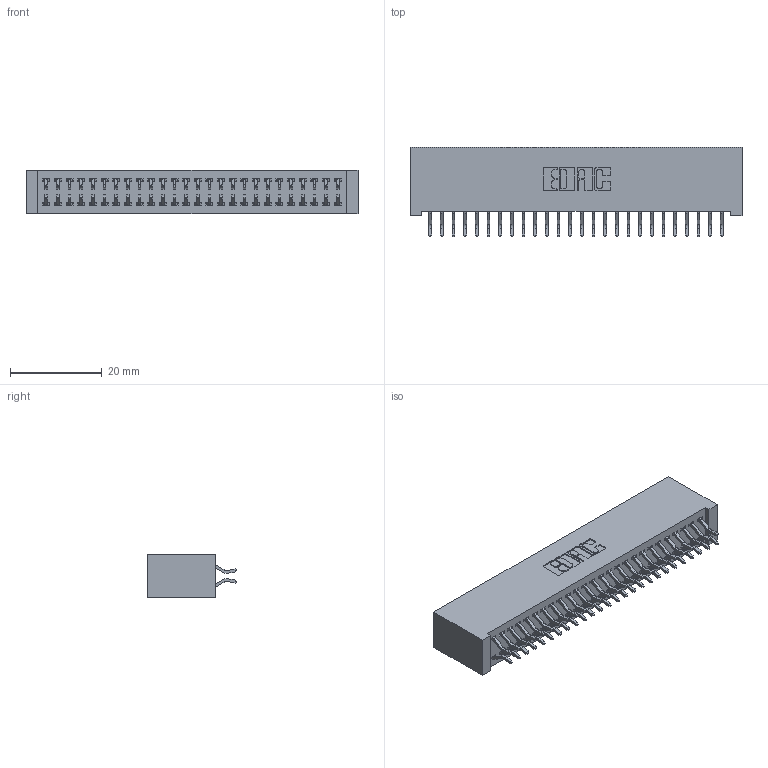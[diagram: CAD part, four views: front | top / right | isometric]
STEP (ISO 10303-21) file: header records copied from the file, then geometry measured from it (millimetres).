
FILE_DESCRIPTION (( 'STEP AP203' ), '1' );
FILE_NAME ('342-052-556-201.STEP', '2019-10-03T01:40:59', ( '' ), ( '' ), 'SwSTEP 2.0', 'SolidWorks 2016', '' );
FILE_SCHEMA (( 'CONFIG_CONTROL_DESIGN' ));
Length unit declared in the file: inch
Products named in the file (3): 342 Part_Lugless; 345-292-001_556 Tail; 342-052-556-201
Assembly tree (53 placements, depth 2):
  342-052-556-201
    342 Part_Lugless
    345-292-001_556 Tail  x52
Bounding box: 72.29 x 19.58 x 9.4 mm (x, y, z)
Volume: 6857.6 mm3; surface area: 11163.9 mm2
Topology: 53 solids, 53 shells, 3118 faces, 9271 edges, 6110 vertices
Faces by surface type: plane 2142, cylinder 976
Entity records: 18607 total; most frequent: CARTESIAN_POINT 3114, ORIENTED_EDGE 3038, DIRECTION 2671, EDGE_CURVE 1519, LINE 1391, VECTOR 1391, VERTEX_POINT 1010, AXIS2_PLACEMENT_3D 640
